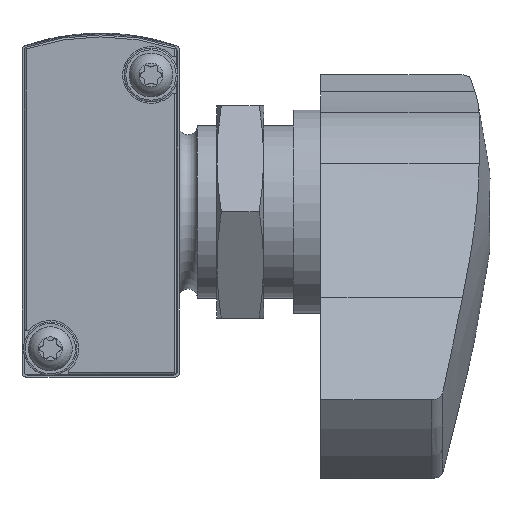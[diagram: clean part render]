
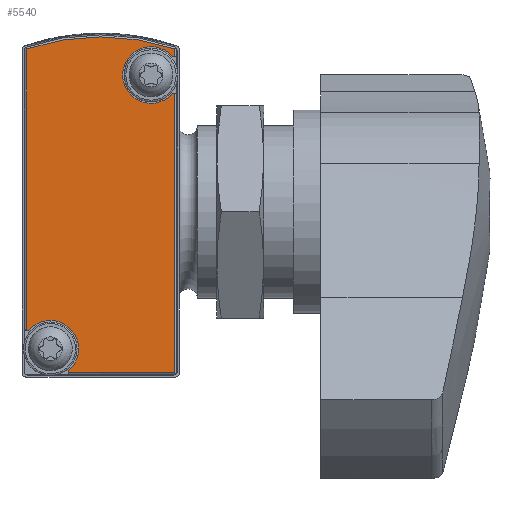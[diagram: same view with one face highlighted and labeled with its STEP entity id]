
A CAD part, front view. The second image highlights one B-rep face of the part: STEP entity #5540.
In plain terms, the highlighted planar face has unit normal (0, -1, 0).
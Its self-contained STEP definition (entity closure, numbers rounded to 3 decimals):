
#111=PLANE('',#5877);
#215=LINE('',#8274,#459);
#216=LINE('',#8283,#460);
#217=LINE('',#8287,#461);
#218=LINE('',#8295,#462);
#459=VECTOR('',#6587,1000.);
#460=VECTOR('',#6594,1000.);
#461=VECTOR('',#6597,1000.);
#462=VECTOR('',#6604,1000.);
#703=CIRCLE('',#5878,0.4);
#704=CIRCLE('',#5879,3.6);
#705=CIRCLE('',#5880,0.4);
#706=CIRCLE('',#5881,29.537);
#707=CIRCLE('',#5882,0.4);
#708=CIRCLE('',#5883,3.6);
#709=CIRCLE('',#5884,0.4);
#1076=ORIENTED_EDGE('',*,*,#2406,.T.);
#1077=ORIENTED_EDGE('',*,*,#2407,.F.);
#1078=ORIENTED_EDGE('',*,*,#2408,.T.);
#1079=ORIENTED_EDGE('',*,*,#2409,.F.);
#1080=ORIENTED_EDGE('',*,*,#2410,.T.);
#1081=ORIENTED_EDGE('',*,*,#2411,.T.);
#1082=ORIENTED_EDGE('',*,*,#2412,.F.);
#1083=ORIENTED_EDGE('',*,*,#2413,.F.);
#1084=ORIENTED_EDGE('',*,*,#2414,.T.);
#1085=ORIENTED_EDGE('',*,*,#2415,.F.);
#1086=ORIENTED_EDGE('',*,*,#2416,.T.);
#2406=EDGE_CURVE('',#3071,#3072,#215,.F.);
#2407=EDGE_CURVE('',#3073,#3072,#703,.T.);
#2408=EDGE_CURVE('',#3073,#3074,#704,.T.);
#2409=EDGE_CURVE('',#3075,#3074,#705,.T.);
#2410=EDGE_CURVE('',#3075,#3076,#216,.F.);
#2411=EDGE_CURVE('',#3076,#3077,#706,.T.);
#2412=EDGE_CURVE('',#3078,#3077,#217,.F.);
#2413=EDGE_CURVE('',#3079,#3078,#707,.T.);
#2414=EDGE_CURVE('',#3079,#3080,#708,.T.);
#2415=EDGE_CURVE('',#3081,#3080,#709,.T.);
#2416=EDGE_CURVE('',#3081,#3071,#218,.T.);
#3071=VERTEX_POINT('',#8275);
#3072=VERTEX_POINT('',#8276);
#3073=VERTEX_POINT('',#8278);
#3074=VERTEX_POINT('',#8280);
#3075=VERTEX_POINT('',#8282);
#3076=VERTEX_POINT('',#8284);
#3077=VERTEX_POINT('',#8286);
#3078=VERTEX_POINT('',#8288);
#3079=VERTEX_POINT('',#8290);
#3080=VERTEX_POINT('',#8292);
#3081=VERTEX_POINT('',#8294);
#3594=EDGE_LOOP('',(#1076,#1077,#1078,#1079,#1080,#1081,#1082,#1083,#1084,
#1085,#1086));
#4043=FACE_BOUND('',#3594,.T.);
#5540=ADVANCED_FACE('',(#4043),#111,.F.);
#5877=AXIS2_PLACEMENT_3D('',#8273,#6585,#6586);
#5878=AXIS2_PLACEMENT_3D('',#8277,#6588,#6589);
#5879=AXIS2_PLACEMENT_3D('',#8279,#6590,#6591);
#5880=AXIS2_PLACEMENT_3D('',#8281,#6592,#6593);
#5881=AXIS2_PLACEMENT_3D('',#8285,#6595,#6596);
#5882=AXIS2_PLACEMENT_3D('',#8289,#6598,#6599);
#5883=AXIS2_PLACEMENT_3D('',#8291,#6600,#6601);
#5884=AXIS2_PLACEMENT_3D('',#8293,#6602,#6603);
#6585=DIRECTION('',(0.,1.,0.));
#6586=DIRECTION('',(0.,0.,1.));
#6587=DIRECTION('',(-1.,0.,0.));
#6588=DIRECTION('',(0.,1.,0.));
#6589=DIRECTION('',(1.,0.,0.));
#6590=DIRECTION('',(0.,1.,0.));
#6591=DIRECTION('',(1.,0.,0.));
#6592=DIRECTION('',(0.,1.,0.));
#6593=DIRECTION('',(1.,0.,0.));
#6594=DIRECTION('',(-1.,0.,0.));
#6595=DIRECTION('',(0.,-1.,0.));
#6596=DIRECTION('',(0.,0.,-1.));
#6597=DIRECTION('',(-1.,0.,0.));
#6598=DIRECTION('',(0.,1.,0.));
#6599=DIRECTION('',(1.,0.,0.));
#6600=DIRECTION('',(0.,1.,0.));
#6601=DIRECTION('',(1.,0.,0.));
#6602=DIRECTION('',(0.,1.,0.));
#6603=DIRECTION('',(1.,0.,0.));
#6604=DIRECTION('',(0.,0.,-1.));
#8273=CARTESIAN_POINT('',(-20.25,-13.2,-9.25));
#8274=CARTESIAN_POINT('',(25.,-13.2,-9.387));
#8275=CARTESIAN_POINT('',(-20.387,-13.2,-9.387));
#8276=CARTESIAN_POINT('',(15.097,-13.2,-9.387));
#8277=CARTESIAN_POINT('',(14.699,-13.2,-9.35));
#8278=CARTESIAN_POINT('',(14.969,-13.2,-9.055));
#8279=CARTESIAN_POINT('',(17.4,-13.2,-6.4));
#8280=CARTESIAN_POINT('',(19.831,-13.2,-9.055));
#8281=CARTESIAN_POINT('',(20.101,-13.2,-9.35));
#8282=CARTESIAN_POINT('',(19.703,-13.2,-9.387));
#8283=CARTESIAN_POINT('',(25.,-13.2,-9.387));
#8284=CARTESIAN_POINT('',(20.722,-13.2,-9.387));
#8285=CARTESIAN_POINT('',(-7.284,-13.2,0.));
#8286=CARTESIAN_POINT('',(20.722,-13.2,9.387));
#8287=CARTESIAN_POINT('',(25.,-13.2,9.387));
#8288=CARTESIAN_POINT('',(-15.097,-13.2,9.387));
#8289=CARTESIAN_POINT('',(-14.699,-13.2,9.35));
#8290=CARTESIAN_POINT('',(-14.969,-13.2,9.055));
#8291=CARTESIAN_POINT('',(-17.4,-13.2,6.4));
#8292=CARTESIAN_POINT('',(-20.055,-13.2,3.969));
#8293=CARTESIAN_POINT('',(-20.35,-13.2,3.699));
#8294=CARTESIAN_POINT('',(-20.387,-13.2,4.097));
#8295=CARTESIAN_POINT('',(-20.387,-13.2,10.));
